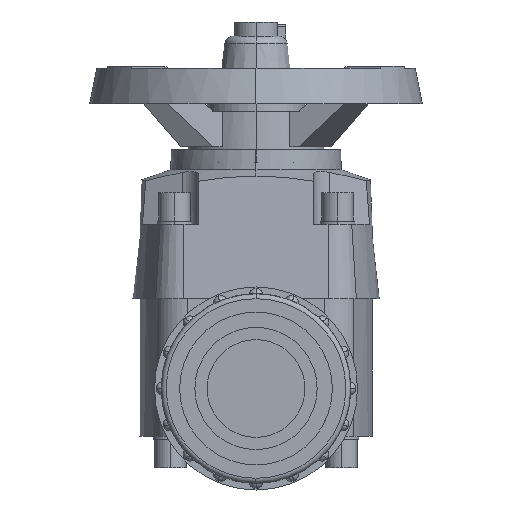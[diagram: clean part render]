
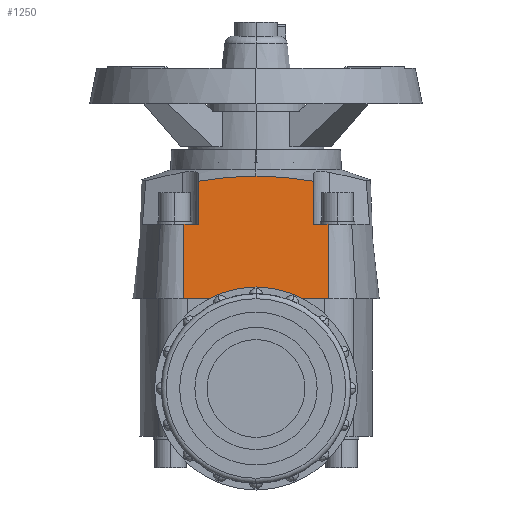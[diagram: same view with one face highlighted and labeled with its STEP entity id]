
A CAD part, left-side view. The second image highlights one B-rep face of the part: STEP entity #1250.
In plain terms, the highlighted planar face has unit normal (-0.998, 0, 0.07).
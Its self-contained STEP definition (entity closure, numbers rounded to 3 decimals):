
#1250=ADVANCED_FACE('',(#2576),#2577,.T.);
#2576=FACE_OUTER_BOUND('',#3948,.T.);
#2577=PLANE('',#3949);
#3948=EDGE_LOOP('',(#7637,#7638,#7639,#7640,#7641,#7642,#7643,#7644,#7645));
#3949=AXIS2_PLACEMENT_3D('',#7646,#7647,#7648);
#7637=ORIENTED_EDGE('',*,*,#9502,.T.);
#7638=ORIENTED_EDGE('',*,*,#8163,.T.);
#7639=ORIENTED_EDGE('',*,*,#9500,.T.);
#7640=ORIENTED_EDGE('',*,*,#9528,.T.);
#7641=ORIENTED_EDGE('',*,*,#9516,.T.);
#7642=ORIENTED_EDGE('',*,*,#9531,.F.);
#7643=ORIENTED_EDGE('',*,*,#9372,.T.);
#7644=ORIENTED_EDGE('',*,*,#9551,.T.);
#7645=ORIENTED_EDGE('',*,*,#9512,.T.);
#7646=CARTESIAN_POINT('',(-46.0,-29.441,36.775));
#7647=DIRECTION('',(-0.998,0.0,0.07));
#7648=DIRECTION('',(0.0,-1.0,0.0));
#8163=EDGE_CURVE('',#9768,#9766,#9769,.T.);
#9372=EDGE_CURVE('',#11575,#11573,#11576,.T.);
#9500=EDGE_CURVE('',#9766,#11730,#11732,.T.);
#9502=EDGE_CURVE('',#11734,#9768,#11735,.T.);
#9512=EDGE_CURVE('',#11748,#11734,#11749,.T.);
#9516=EDGE_CURVE('',#11754,#11755,#11756,.T.);
#9528=EDGE_CURVE('',#11730,#11754,#11772,.T.);
#9531=EDGE_CURVE('',#11575,#11755,#11775,.T.);
#9551=EDGE_CURVE('',#11573,#11748,#11799,.T.);
#9766=VERTEX_POINT('',#12097);
#9768=VERTEX_POINT('',#12100);
#9769=(B_SPLINE_CURVE(2,(#12102,#12103,#12104),.UNSPECIFIED.,.F.,.F.)B_SPLINE_CURVE_WITH_KNOTS((3,3),(0.0,188.33),.UNSPECIFIED.)RATIONAL_B_SPLINE_CURVE((1.0,2.432,1.0))BOUNDED_CURVE()REPRESENTATION_ITEM('')GEOMETRIC_REPRESENTATION_ITEM()CURVE());
#11573=VERTEX_POINT('',#15480);
#11575=VERTEX_POINT('',#15482);
#11576=LINE('',#15483,#15484);
#11730=VERTEX_POINT('',#15757);
#11732=(B_SPLINE_CURVE(2,(#15769,#15770,#15771),.UNSPECIFIED.,.F.,.F.)B_SPLINE_CURVE_WITH_KNOTS((3,3),(0.0,188.33),.UNSPECIFIED.)RATIONAL_B_SPLINE_CURVE((1.0,2.432,1.0))BOUNDED_CURVE()REPRESENTATION_ITEM('')GEOMETRIC_REPRESENTATION_ITEM()CURVE());
#11734=VERTEX_POINT('',#15779);
#11735=LINE('',#15780,#15781);
#11748=VERTEX_POINT('',#15807);
#11749=LINE('',#15808,#15809);
#11754=VERTEX_POINT('',#15814);
#11755=VERTEX_POINT('',#15815);
#11756=LINE('',#15816,#15817);
#11772=LINE('',#15846,#15847);
#11775=LINE('',#15851,#15852);
#11799=LINE('',#15892,#15893);
#12097=CARTESIAN_POINT('',(-42.501,0.,86.814));
#12100=CARTESIAN_POINT('',(-42.644,-23.5,84.769));
#12102=CARTESIAN_POINT('',(-43.875,-92.081,67.162));
#12103=CARTESIAN_POINT('',(-41.936,0.0,94.893));
#12104=CARTESIAN_POINT('',(-43.875,92.081,67.162));
#15480=CARTESIAN_POINT('',(-46.0,-29.441,36.775));
#15482=CARTESIAN_POINT('',(-46.,29.441,36.775));
#15483=CARTESIAN_POINT('',(-46.0,29.441,36.775));
#15484=VECTOR('',#18004,1.0);
#15757=CARTESIAN_POINT('',(-42.644,23.5,84.769));
#15769=CARTESIAN_POINT('',(-43.875,-92.081,67.162));
#15770=CARTESIAN_POINT('',(-41.936,0.0,94.893));
#15771=CARTESIAN_POINT('',(-43.875,92.081,67.162));
#15779=CARTESIAN_POINT('',(-43.875,-23.5,67.162));
#15780=CARTESIAN_POINT('',(-42.812,-23.5,82.367));
#15781=VECTOR('',#18186,1.0);
#15807=CARTESIAN_POINT('',(-43.875,-29.441,67.162));
#15808=CARTESIAN_POINT('',(-43.875,-33.958,67.162));
#15809=VECTOR('',#18194,1.0);
#15814=CARTESIAN_POINT('',(-43.875,23.5,67.162));
#15815=CARTESIAN_POINT('',(-43.875,29.441,67.162));
#15816=CARTESIAN_POINT('',(-43.875,4.517,67.162));
#15817=VECTOR('',#18201,1.0);
#15846=CARTESIAN_POINT('',(-44.926,23.5,52.128));
#15847=VECTOR('',#18215,1.0);
#15851=CARTESIAN_POINT('',(-46.,29.441,36.775));
#15852=VECTOR('',#18217,1.0);
#15892=CARTESIAN_POINT('',(-46.0,-29.441,36.775));
#15893=VECTOR('',#18234,1.0);
#18004=DIRECTION('',(0.0,-1.0,0.0));
#18186=DIRECTION('',(0.07,-0.0,0.998));
#18194=DIRECTION('',(0.0,1.0,0.0));
#18201=DIRECTION('',(0.0,1.0,-0.0));
#18215=DIRECTION('',(-0.07,-0.0,-0.998));
#18217=DIRECTION('',(0.07,0.,0.998));
#18234=DIRECTION('',(0.07,0.0,0.998));
